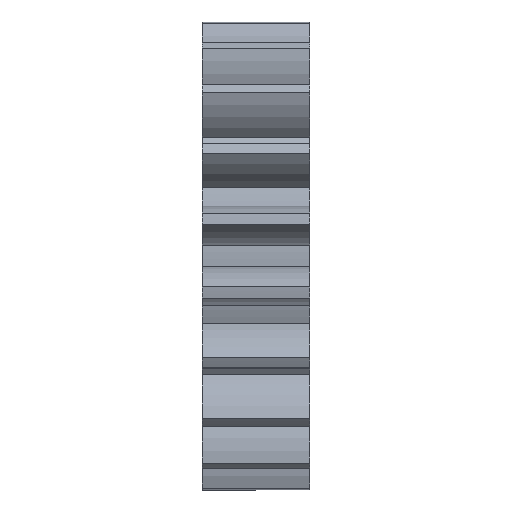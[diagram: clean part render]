
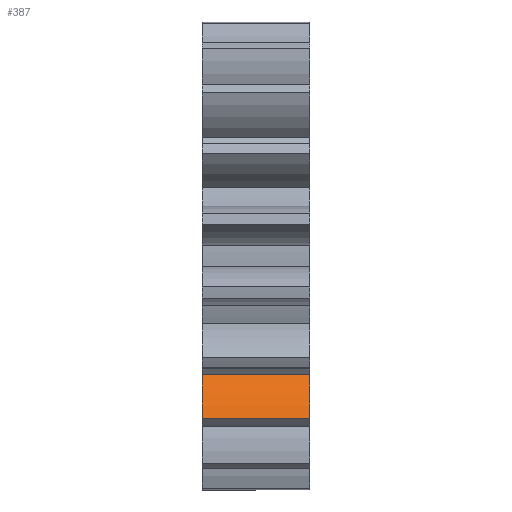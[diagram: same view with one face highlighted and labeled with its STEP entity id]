
A CAD part, top view. The second image highlights one B-rep face of the part: STEP entity #387.
In plain terms, the highlighted cylindrical face has radius 8 mm (diameter 16 mm), a partial arc.
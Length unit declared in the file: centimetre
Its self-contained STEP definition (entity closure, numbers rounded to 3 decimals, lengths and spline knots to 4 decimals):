
#177 = AXIS2_PLACEMENT_3D ( 'NONE', #1749, #2715, #2204 ) ;
#387 = ADVANCED_FACE ( 'NONE', ( #501 ), #773, .T. ) ;
#452 = CARTESIAN_POINT ( 'NONE',  ( 0., -1.6945, 0.8129 ) ) ;
#466 = DIRECTION ( 'NONE',  ( -1., 0., 0. ) ) ;
#501 = FACE_OUTER_BOUND ( 'NONE', #2163, .T. ) ;
#522 = AXIS2_PLACEMENT_3D ( 'NONE', #452, #1670, #2403 ) ;
#773 = CYLINDRICAL_SURFACE ( 'NONE', #177, 0.8 ) ;
#786 = ORIENTED_EDGE ( 'NONE', *, *, #1075, .F. ) ;
#864 = DIRECTION ( 'NONE',  ( 1., 0., 0. ) ) ;
#988 = CIRCLE ( 'NONE', #522, 0.8 ) ;
#1043 = CARTESIAN_POINT ( 'NONE',  ( 0., -1.5173, 1.5931 ) ) ;
#1075 = EDGE_CURVE ( 'NONE', #2027, #1502, #2140, .T. ) ;
#1185 = DIRECTION ( 'NONE',  ( 1., 0., 0. ) ) ;
#1318 = AXIS2_PLACEMENT_3D ( 'NONE', #1784, #864, #1828 ) ;
#1339 = EDGE_CURVE ( 'NONE', #1370, #2027, #2400, .T. ) ;
#1370 = VERTEX_POINT ( 'NONE', #1700 ) ;
#1453 = EDGE_CURVE ( 'NONE', #1502, #3054, #2887, .T. ) ;
#1475 = ORIENTED_EDGE ( 'NONE', *, *, #1339, .F. ) ;
#1502 = VERTEX_POINT ( 'NONE', #2679 ) ;
#1670 = DIRECTION ( 'NONE',  ( 1., 0., 0. ) ) ;
#1700 = CARTESIAN_POINT ( 'NONE',  ( 0., -1.1067, 1.3556 ) ) ;
#1749 = CARTESIAN_POINT ( 'NONE',  ( -0.818, -1.6945, 0.8129 ) ) ;
#1784 = CARTESIAN_POINT ( 'NONE',  ( 1., -1.6945, 0.8129 ) ) ;
#1828 = DIRECTION ( 'NONE',  ( 0., 0., 1. ) ) ;
#2027 = VERTEX_POINT ( 'NONE', #2645 ) ;
#2140 = CIRCLE ( 'NONE', #1318, 0.8 ) ;
#2163 = EDGE_LOOP ( 'NONE', ( #786, #1475, #3087, #2478 ) ) ;
#2204 = DIRECTION ( 'NONE',  ( 0., 0., -1. ) ) ;
#2287 = EDGE_CURVE ( 'NONE', #1370, #3054, #988, .T. ) ;
#2400 = LINE ( 'NONE', #3108, #3086 ) ;
#2403 = DIRECTION ( 'NONE',  ( 0., 0., -1. ) ) ;
#2451 = CARTESIAN_POINT ( 'NONE',  ( 0.5, -1.5173, 1.5931 ) ) ;
#2478 = ORIENTED_EDGE ( 'NONE', *, *, #1453, .F. ) ;
#2557 = VECTOR ( 'NONE', #466, 100. ) ;
#2645 = CARTESIAN_POINT ( 'NONE',  ( 1., -1.1067, 1.3556 ) ) ;
#2679 = CARTESIAN_POINT ( 'NONE',  ( 1., -1.5173, 1.5931 ) ) ;
#2715 = DIRECTION ( 'NONE',  ( 1., 0., 0. ) ) ;
#2887 = LINE ( 'NONE', #2451, #2557 ) ;
#3054 = VERTEX_POINT ( 'NONE', #1043 ) ;
#3086 = VECTOR ( 'NONE', #1185, 100. ) ;
#3087 = ORIENTED_EDGE ( 'NONE', *, *, #2287, .T. ) ;
#3108 = CARTESIAN_POINT ( 'NONE',  ( -0.818, -1.1067, 1.3556 ) ) ;
